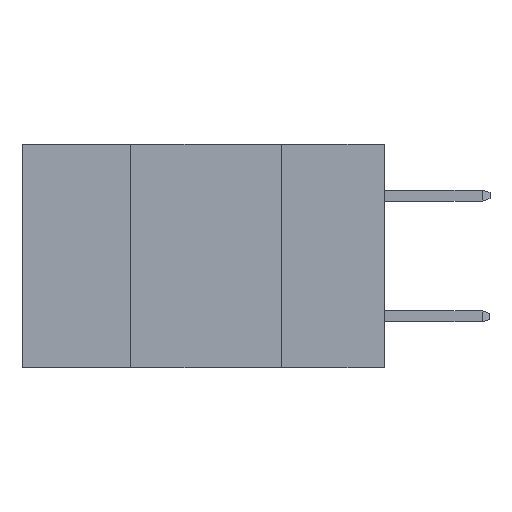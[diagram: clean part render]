
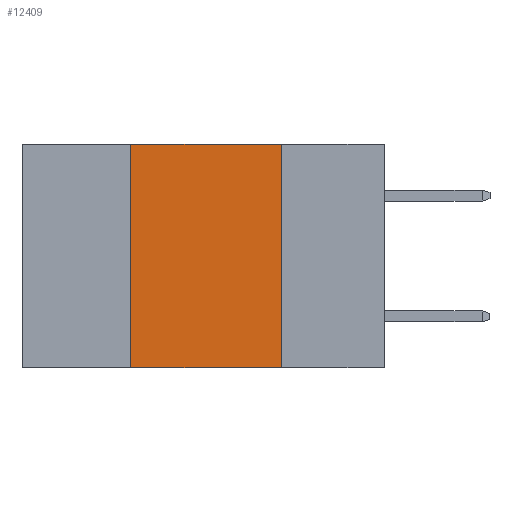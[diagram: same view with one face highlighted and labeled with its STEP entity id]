
A CAD part, left-side view. The second image highlights one B-rep face of the part: STEP entity #12409.
In plain terms, the highlighted planar face has unit normal (-1, 0, 0).
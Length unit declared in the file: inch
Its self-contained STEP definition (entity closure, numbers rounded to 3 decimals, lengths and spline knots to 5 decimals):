
#424 = VERTEX_POINT ( 'NONE', #13711 ) ;
#1700 = CARTESIAN_POINT ( 'NONE',  ( 0., 0.6, 0. ) ) ;
#1931 = DIRECTION ( 'NONE',  ( 1., 0., 0. ) ) ;
#2347 = VERTEX_POINT ( 'NONE', #13601 ) ;
#2629 = DIRECTION ( 'NONE',  ( 0., 0., -1. ) ) ;
#2868 = VERTEX_POINT ( 'NONE', #15148 ) ;
#3416 = VECTOR ( 'NONE', #2629, 39.37008 ) ;
#3574 = VECTOR ( 'NONE', #10907, 39.37008 ) ;
#3626 = EDGE_CURVE ( 'NONE', #424, #12383, #12910, .T. ) ;
#4713 = LINE ( 'NONE', #1700, #14103 ) ;
#4831 = CARTESIAN_POINT ( 'NONE',  ( 0., 0.42, 0. ) ) ;
#5416 = PLANE ( 'NONE',  #7312 ) ;
#6740 = LINE ( 'NONE', #13188, #3574 ) ;
#7312 = AXIS2_PLACEMENT_3D ( 'NONE', #9018, #1931, #10221 ) ;
#7567 = LINE ( 'NONE', #4831, #11487 ) ;
#9018 = CARTESIAN_POINT ( 'NONE',  ( 0., 0.6, 0. ) ) ;
#9296 = EDGE_CURVE ( 'NONE', #2868, #12383, #6740, .T. ) ;
#9710 = CARTESIAN_POINT ( 'NONE',  ( 0., 0.17, 0. ) ) ;
#10107 = CARTESIAN_POINT ( 'NONE',  ( 0., 0.17, -0.37 ) ) ;
#10221 = DIRECTION ( 'NONE',  ( 0., 0., -1. ) ) ;
#10654 = ORIENTED_EDGE ( 'NONE', *, *, #3626, .F. ) ;
#10698 = EDGE_CURVE ( 'NONE', #2347, #424, #4713, .T. ) ;
#10907 = DIRECTION ( 'NONE',  ( 0., -1., 0. ) ) ;
#11185 = DIRECTION ( 'NONE',  ( 0., -1., 0. ) ) ;
#11388 = ORIENTED_EDGE ( 'NONE', *, *, #10698, .F. ) ;
#11487 = VECTOR ( 'NONE', #14241, 39.37008 ) ;
#11740 = ORIENTED_EDGE ( 'NONE', *, *, #15007, .F. ) ;
#12153 = EDGE_LOOP ( 'NONE', ( #10654, #11388, #11740, #14757 ) ) ;
#12383 = VERTEX_POINT ( 'NONE', #10107 ) ;
#12409 = ADVANCED_FACE ( 'NONE', ( #14045 ), #5416, .F. ) ;
#12910 = LINE ( 'NONE', #9710, #3416 ) ;
#13188 = CARTESIAN_POINT ( 'NONE',  ( 0., 0.6, -0.37 ) ) ;
#13601 = CARTESIAN_POINT ( 'NONE',  ( 0., 0.42, 0. ) ) ;
#13711 = CARTESIAN_POINT ( 'NONE',  ( 0., 0.17, 0. ) ) ;
#14045 = FACE_OUTER_BOUND ( 'NONE', #12153, .T. ) ;
#14103 = VECTOR ( 'NONE', #11185, 39.37008 ) ;
#14241 = DIRECTION ( 'NONE',  ( 0., 0., 1. ) ) ;
#14757 = ORIENTED_EDGE ( 'NONE', *, *, #9296, .T. ) ;
#15007 = EDGE_CURVE ( 'NONE', #2868, #2347, #7567, .T. ) ;
#15148 = CARTESIAN_POINT ( 'NONE',  ( 0., 0.42, -0.37 ) ) ;
